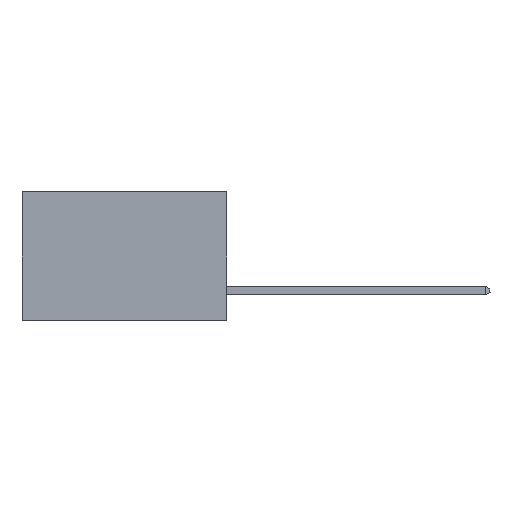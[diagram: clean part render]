
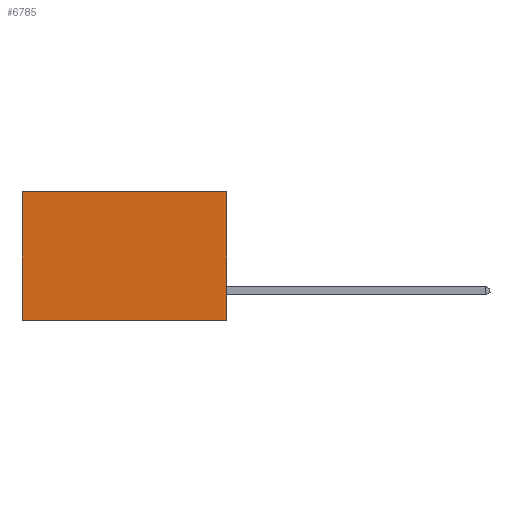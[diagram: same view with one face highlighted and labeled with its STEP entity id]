
A CAD part, left-side view. The second image highlights one B-rep face of the part: STEP entity #6785.
In plain terms, the highlighted planar face has unit normal (-1, 0, 0).
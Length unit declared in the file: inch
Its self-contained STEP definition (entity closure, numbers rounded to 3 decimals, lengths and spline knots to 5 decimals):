
#1154 = DIRECTION ( 'NONE',  ( 0., 0., -1. ) ) ;
#1225 = AXIS2_PLACEMENT_3D ( 'NONE', #11711, #11703, #11531 ) ;
#2522 = CARTESIAN_POINT ( 'NONE',  ( 0.277, 0.59, -0.37 ) ) ;
#2617 = FACE_OUTER_BOUND ( 'NONE', #15278, .T. ) ;
#2797 = EDGE_CURVE ( 'NONE', #14350, #7255, #15936, .T. ) ;
#3234 = DIRECTION ( 'NONE',  ( 0., 1., 0. ) ) ;
#4647 = CARTESIAN_POINT ( 'NONE',  ( 0.277, 0., 0. ) ) ;
#5067 = VECTOR ( 'NONE', #1154, 39.37008 ) ;
#5644 = LINE ( 'NONE', #11814, #12504 ) ;
#6178 = VERTEX_POINT ( 'NONE', #17050 ) ;
#6785 = ADVANCED_FACE ( 'NONE', ( #2617 ), #14370, .F. ) ;
#7229 = LINE ( 'NONE', #4647, #17586 ) ;
#7255 = VERTEX_POINT ( 'NONE', #16439 ) ;
#7304 = VERTEX_POINT ( 'NONE', #13724 ) ;
#7947 = VECTOR ( 'NONE', #3234, 39.37008 ) ;
#8735 = EDGE_CURVE ( 'NONE', #7304, #6178, #5644, .T. ) ;
#9903 = ORIENTED_EDGE ( 'NONE', *, *, #2797, .T. ) ;
#10756 = LINE ( 'NONE', #12824, #7947 ) ;
#10899 = ORIENTED_EDGE ( 'NONE', *, *, #13820, .F. ) ;
#11224 = ORIENTED_EDGE ( 'NONE', *, *, #8735, .F. ) ;
#11380 = ORIENTED_EDGE ( 'NONE', *, *, #15680, .T. ) ;
#11531 = DIRECTION ( 'NONE',  ( 0., 0., -1. ) ) ;
#11703 = DIRECTION ( 'NONE',  ( 1., 0., 0. ) ) ;
#11711 = CARTESIAN_POINT ( 'NONE',  ( 0.277, 0., -0.37 ) ) ;
#11814 = CARTESIAN_POINT ( 'NONE',  ( 0.277, 0., -0.37 ) ) ;
#12504 = VECTOR ( 'NONE', #15749, 39.37008 ) ;
#12824 = CARTESIAN_POINT ( 'NONE',  ( 0.277, 0., -0.37 ) ) ;
#13724 = CARTESIAN_POINT ( 'NONE',  ( 0.277, 0., 0. ) ) ;
#13820 = EDGE_CURVE ( 'NONE', #6178, #7255, #10756, .T. ) ;
#14350 = VERTEX_POINT ( 'NONE', #16563 ) ;
#14370 = PLANE ( 'NONE',  #1225 ) ;
#15278 = EDGE_LOOP ( 'NONE', ( #9903, #10899, #11224, #11380 ) ) ;
#15555 = DIRECTION ( 'NONE',  ( 0., 1., 0. ) ) ;
#15680 = EDGE_CURVE ( 'NONE', #7304, #14350, #7229, .T. ) ;
#15749 = DIRECTION ( 'NONE',  ( 0., 0., -1. ) ) ;
#15936 = LINE ( 'NONE', #2522, #5067 ) ;
#16439 = CARTESIAN_POINT ( 'NONE',  ( 0.277, 0.59, -0.37 ) ) ;
#16563 = CARTESIAN_POINT ( 'NONE',  ( 0.277, 0.59, 0. ) ) ;
#17050 = CARTESIAN_POINT ( 'NONE',  ( 0.277, 0., -0.37 ) ) ;
#17586 = VECTOR ( 'NONE', #15555, 39.37008 ) ;
